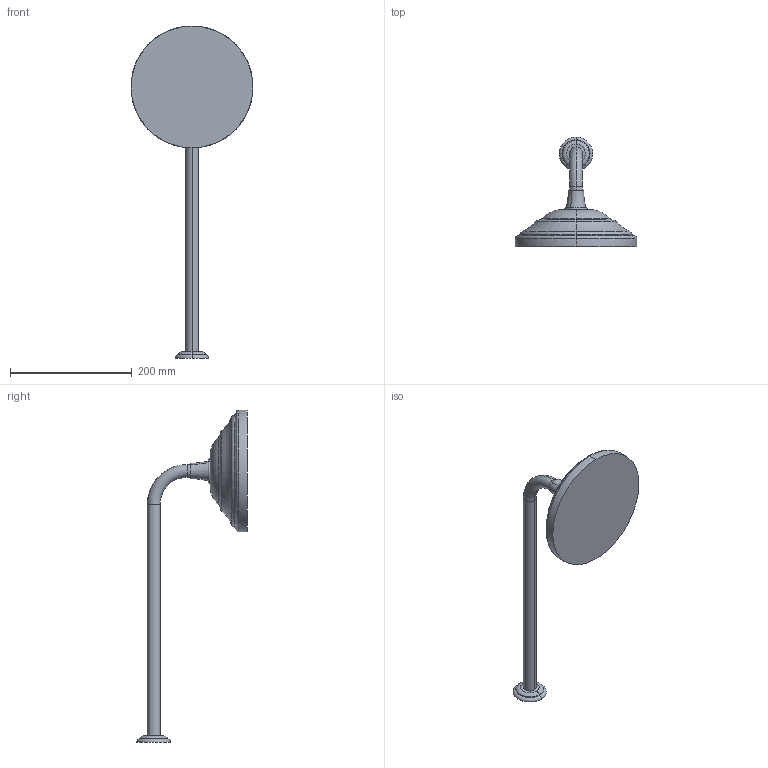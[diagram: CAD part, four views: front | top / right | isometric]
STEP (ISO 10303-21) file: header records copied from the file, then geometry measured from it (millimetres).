
FILE_DESCRIPTION (( 'STEP AP203' ), '1' );
FILE_NAME ('28545977-00.STEP', '2018-07-03T14:49:48', ( '' ), ( '' ), 'SwSTEP 2.0', 'SolidWorks 2017', '' );
FILE_SCHEMA (( 'CONFIG_CONTROL_DESIGN' ));
Length unit declared in the file: millimetre
Products named in the file (5): Planungsmodell_Rosette-+-09.27.35.003.90-01_-_Default1; 28545977-00; Mutter-+-09.24.03.139.90-01_-_Default1; Planungsmodell_Rohr-+-28.548.780-10_ _K1_21x60,5x435_R55; Haube-+-09.12.05.038.90-01_-_PDB_28545977-00
Assembly tree (4 placements, depth 2):
  28545977-00
    Mutter-+-09.24.03.139.90-01_-_Default1
    Planungsmodell_Rohr-+-28.548.780-10_ _K1_21x60,5x435_R55
    Planungsmodell_Rosette-+-09.27.35.003.90-01_-_Default1
    Haube-+-09.12.05.038.90-01_-_PDB_28545977-00
Bounding box: 200 x 181 x 545 mm (x, y, z)
Volume: 1408964.5 mm3; surface area: 121858.8 mm2
Topology: 4 solids, 4 shells, 45 faces, 82 edges, 48 vertices
Faces by surface type: torus 28, plane 11, cylinder 6
Entity records: 1655 total; most frequent: DIRECTION 262, CARTESIAN_POINT 182, ORIENTED_EDGE 164, AXIS2_PLACEMENT_3D 128, EDGE_CURVE 82, CIRCLE 76, EDGE_LOOP 48, VERTEX_POINT 48
